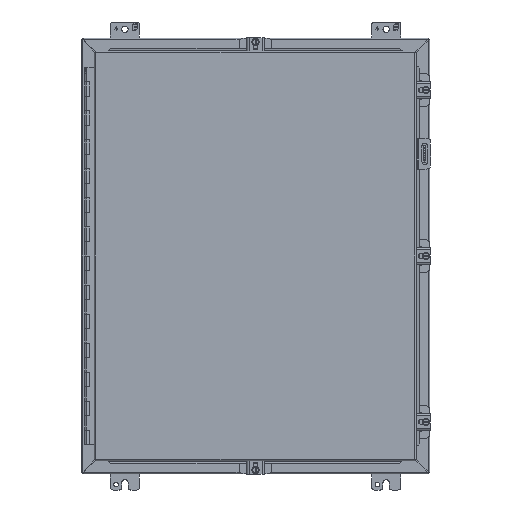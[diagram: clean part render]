
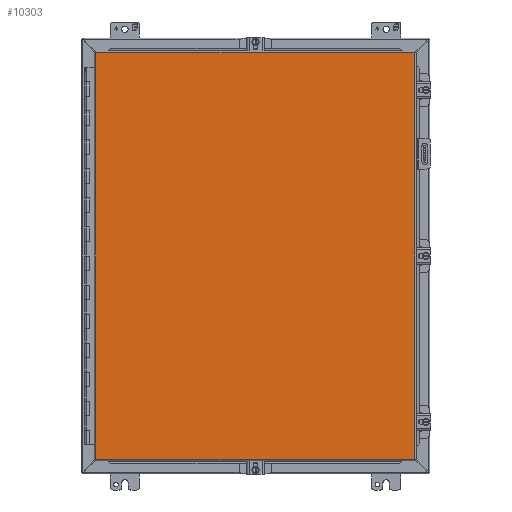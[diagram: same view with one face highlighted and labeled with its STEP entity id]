
A CAD part, front view. The second image highlights one B-rep face of the part: STEP entity #10303.
In plain terms, the highlighted planar face has unit normal (0, -1, 0).
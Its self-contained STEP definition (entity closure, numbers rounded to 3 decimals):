
#1321 = DIRECTION ( 'NONE',  ( 0., 0., -1. ) ) ;
#3718 = DIRECTION ( 'NONE',  ( 0., 0., 1. ) ) ;
#4259 = ORIENTED_EDGE ( 'NONE', *, *, #22066, .F. ) ;
#6129 = CARTESIAN_POINT ( 'NONE',  ( 10.955, -9.21, -13.995 ) ) ;
#10303 = ADVANCED_FACE ( 'NONE', ( #28826 ), #46245, .T. ) ;
#10867 = DIRECTION ( 'NONE',  ( 0., -1., 0. ) ) ;
#12416 = AXIS2_PLACEMENT_3D ( 'NONE', #37671, #10867, #41135 ) ;
#13846 = CARTESIAN_POINT ( 'NONE',  ( -11.017, -9.21, 13.995 ) ) ;
#17252 = VECTOR ( 'NONE', #19269, 39.37 ) ;
#18370 = EDGE_CURVE ( 'NONE', #38746, #33737, #29689, .T. ) ;
#19269 = DIRECTION ( 'NONE',  ( -1., 0., 0. ) ) ;
#20161 = CARTESIAN_POINT ( 'NONE',  ( 10.955, -9.21, 13.994 ) ) ;
#22066 = EDGE_CURVE ( 'NONE', #29792, #46501, #40164, .T. ) ;
#23006 = ORIENTED_EDGE ( 'NONE', *, *, #35208, .F. ) ;
#24010 = ORIENTED_EDGE ( 'NONE', *, *, #32398, .F. ) ;
#28826 = FACE_OUTER_BOUND ( 'NONE', #53641, .T. ) ;
#29304 = CARTESIAN_POINT ( 'NONE',  ( -11.017, -9.21, 13.994 ) ) ;
#29689 = LINE ( 'NONE', #33715, #51002 ) ;
#29792 = VERTEX_POINT ( 'NONE', #20161 ) ;
#32171 = CARTESIAN_POINT ( 'NONE',  ( 10.955, -9.21, 13.994 ) ) ;
#32249 = CARTESIAN_POINT ( 'NONE',  ( -11.017, -9.21, -13.995 ) ) ;
#32398 = EDGE_CURVE ( 'NONE', #33737, #29792, #42991, .T. ) ;
#33715 = CARTESIAN_POINT ( 'NONE',  ( -11.017, -9.21, -13.995 ) ) ;
#33737 = VERTEX_POINT ( 'NONE', #13846 ) ;
#34457 = CARTESIAN_POINT ( 'NONE',  ( 10.955, -9.21, -13.995 ) ) ;
#34476 = VECTOR ( 'NONE', #42415, 39.37 ) ;
#35208 = EDGE_CURVE ( 'NONE', #46501, #38746, #44941, .T. ) ;
#37671 = CARTESIAN_POINT ( 'NONE',  ( -11.017, -9.21, -13.995 ) ) ;
#38746 = VERTEX_POINT ( 'NONE', #32249 ) ;
#39701 = VECTOR ( 'NONE', #1321, 39.37 ) ;
#40164 = LINE ( 'NONE', #32171, #39701 ) ;
#41135 = DIRECTION ( 'NONE',  ( 0., 0., -1. ) ) ;
#42415 = DIRECTION ( 'NONE',  ( 1., 0., 0. ) ) ;
#42991 = LINE ( 'NONE', #29304, #34476 ) ;
#44941 = LINE ( 'NONE', #6129, #17252 ) ;
#46245 = PLANE ( 'NONE',  #12416 ) ;
#46501 = VERTEX_POINT ( 'NONE', #34457 ) ;
#49445 = ORIENTED_EDGE ( 'NONE', *, *, #18370, .F. ) ;
#51002 = VECTOR ( 'NONE', #3718, 39.37 ) ;
#53641 = EDGE_LOOP ( 'NONE', ( #4259, #24010, #49445, #23006 ) ) ;
